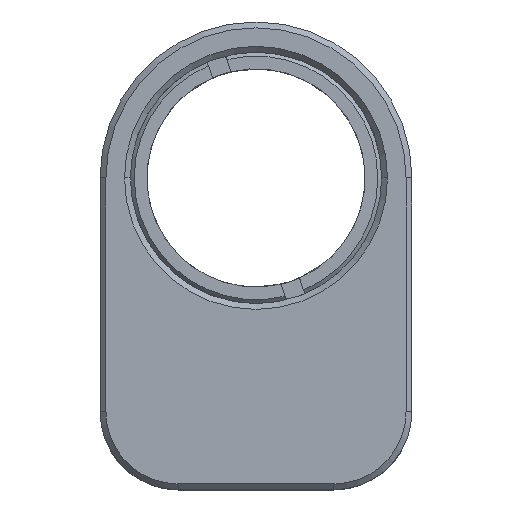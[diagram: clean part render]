
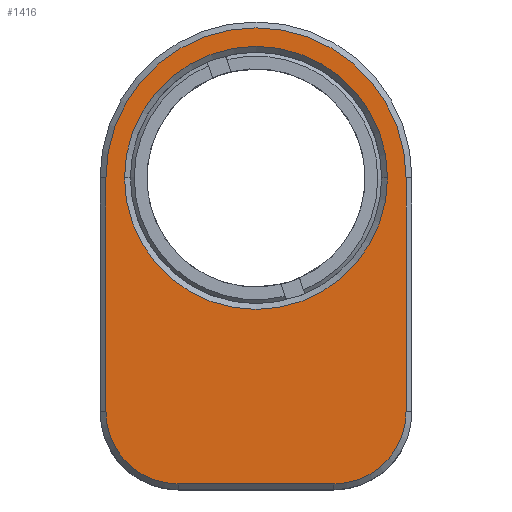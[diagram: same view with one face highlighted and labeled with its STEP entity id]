
A CAD part, top view. The second image highlights one B-rep face of the part: STEP entity #1416.
In plain terms, the highlighted planar face has unit normal (0, 0, 1).
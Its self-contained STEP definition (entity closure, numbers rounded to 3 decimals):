
#64 = VECTOR ( 'NONE', #1331, 1000. ) ;
#68 = AXIS2_PLACEMENT_3D ( 'NONE', #3099, #2803, #1093 ) ;
#83 = ORIENTED_EDGE ( 'NONE', *, *, #178, .T. ) ;
#120 = VERTEX_POINT ( 'NONE', #465 ) ;
#149 = CARTESIAN_POINT ( 'NONE',  ( -2.215, 17.261, 4.5 ) ) ;
#153 = DIRECTION ( 'NONE',  ( 0., 0., 1. ) ) ;
#170 = VECTOR ( 'NONE', #2447, 1000. ) ;
#176 = LINE ( 'NONE', #182, #64 ) ;
#178 = EDGE_CURVE ( 'NONE', #1172, #2643, #1541, .T. ) ;
#182 = CARTESIAN_POINT ( 'NONE',  ( -17.615, 5.261, 4.5 ) ) ;
#231 = DIRECTION ( 'NONE',  ( 0., 0., 1. ) ) ;
#338 = LINE ( 'NONE', #149, #1112 ) ;
#350 = CARTESIAN_POINT ( 'NONE',  ( -9.915, 17.261, 4.5 ) ) ;
#438 = DIRECTION ( 'NONE',  ( 0., 0., 1. ) ) ;
#465 = CARTESIAN_POINT ( 'NONE',  ( -2.215, 5.261, 4.5 ) ) ;
#580 = EDGE_CURVE ( 'NONE', #120, #3733, #338, .T. ) ;
#646 = DIRECTION ( 'NONE',  ( 1., 0., 0. ) ) ;
#655 = EDGE_CURVE ( 'NONE', #2643, #3061, #1616, .T. ) ;
#780 = CIRCLE ( 'NONE', #68, 6.75 ) ;
#854 = EDGE_CURVE ( 'NONE', #3061, #120, #3006, .T. ) ;
#904 = VERTEX_POINT ( 'NONE', #3325 ) ;
#990 = CARTESIAN_POINT ( 'NONE',  ( -5.915, 1.561, 4.5 ) ) ;
#1043 = AXIS2_PLACEMENT_3D ( 'NONE', #350, #2369, #646 ) ;
#1093 = DIRECTION ( 'NONE',  ( 1., 0., 0. ) ) ;
#1112 = VECTOR ( 'NONE', #2655, 1000. ) ;
#1172 = VERTEX_POINT ( 'NONE', #3291 ) ;
#1180 = CARTESIAN_POINT ( 'NONE',  ( -3.165, 17.261, 4.5 ) ) ;
#1205 = ORIENTED_EDGE ( 'NONE', *, *, #2162, .T. ) ;
#1222 = CARTESIAN_POINT ( 'NONE',  ( -9.915, 17.261, 4.5 ) ) ;
#1247 = ORIENTED_EDGE ( 'NONE', *, *, #2408, .T. ) ;
#1268 = DIRECTION ( 'NONE',  ( 1., 0., 0. ) ) ;
#1331 = DIRECTION ( 'NONE',  ( 0., -1., 0. ) ) ;
#1336 = ORIENTED_EDGE ( 'NONE', *, *, #580, .T. ) ;
#1416 = ADVANCED_FACE ( 'NONE', ( #2359, #3124 ), #1567, .T. ) ;
#1497 = CARTESIAN_POINT ( 'NONE',  ( -16.665, 17.261, 4.5 ) ) ;
#1530 = CIRCLE ( 'NONE', #1631, 7.7 ) ;
#1541 = CIRCLE ( 'NONE', #3568, 3.7 ) ;
#1567 = PLANE ( 'NONE',  #2449 ) ;
#1616 = LINE ( 'NONE', #990, #170 ) ;
#1631 = AXIS2_PLACEMENT_3D ( 'NONE', #1968, #231, #2251 ) ;
#1858 = VERTEX_POINT ( 'NONE', #1180 ) ;
#1923 = ORIENTED_EDGE ( 'NONE', *, *, #854, .T. ) ;
#1968 = CARTESIAN_POINT ( 'NONE',  ( -9.915, 17.261, 4.5 ) ) ;
#2073 = DIRECTION ( 'NONE',  ( 0., 0., 1. ) ) ;
#2159 = DIRECTION ( 'NONE',  ( 1., 0., 0. ) ) ;
#2162 = EDGE_CURVE ( 'NONE', #1858, #2233, #780, .T. ) ;
#2233 = VERTEX_POINT ( 'NONE', #1497 ) ;
#2242 = AXIS2_PLACEMENT_3D ( 'NONE', #2727, #153, #3532 ) ;
#2251 = DIRECTION ( 'NONE',  ( 1., 0., 0. ) ) ;
#2359 = FACE_OUTER_BOUND ( 'NONE', #2951, .T. ) ;
#2369 = DIRECTION ( 'NONE',  ( 0., 0., -1. ) ) ;
#2408 = EDGE_CURVE ( 'NONE', #2233, #1858, #3700, .T. ) ;
#2447 = DIRECTION ( 'NONE',  ( 1., 0., 0. ) ) ;
#2449 = AXIS2_PLACEMENT_3D ( 'NONE', #1222, #2073, #1268 ) ;
#2469 = CARTESIAN_POINT ( 'NONE',  ( -13.915, 5.261, 4.5 ) ) ;
#2539 = EDGE_LOOP ( 'NONE', ( #1205, #1247 ) ) ;
#2643 = VERTEX_POINT ( 'NONE', #3516 ) ;
#2655 = DIRECTION ( 'NONE',  ( 0., 1., 0. ) ) ;
#2727 = CARTESIAN_POINT ( 'NONE',  ( -5.915, 5.261, 4.5 ) ) ;
#2752 = ORIENTED_EDGE ( 'NONE', *, *, #3530, .T. ) ;
#2759 = CARTESIAN_POINT ( 'NONE',  ( -5.915, 1.561, 4.5 ) ) ;
#2803 = DIRECTION ( 'NONE',  ( 0., 0., -1. ) ) ;
#2820 = ORIENTED_EDGE ( 'NONE', *, *, #3156, .T. ) ;
#2894 = ORIENTED_EDGE ( 'NONE', *, *, #655, .T. ) ;
#2951 = EDGE_LOOP ( 'NONE', ( #2894, #1923, #1336, #2820, #2752, #83 ) ) ;
#2980 = CARTESIAN_POINT ( 'NONE',  ( -2.215, 17.261, 4.5 ) ) ;
#3006 = CIRCLE ( 'NONE', #2242, 3.7 ) ;
#3061 = VERTEX_POINT ( 'NONE', #2759 ) ;
#3099 = CARTESIAN_POINT ( 'NONE',  ( -9.915, 17.261, 4.5 ) ) ;
#3124 = FACE_BOUND ( 'NONE', #2539, .T. ) ;
#3156 = EDGE_CURVE ( 'NONE', #3733, #904, #1530, .T. ) ;
#3291 = CARTESIAN_POINT ( 'NONE',  ( -17.615, 5.261, 4.5 ) ) ;
#3325 = CARTESIAN_POINT ( 'NONE',  ( -17.615, 17.261, 4.5 ) ) ;
#3516 = CARTESIAN_POINT ( 'NONE',  ( -13.915, 1.561, 4.5 ) ) ;
#3530 = EDGE_CURVE ( 'NONE', #904, #1172, #176, .T. ) ;
#3532 = DIRECTION ( 'NONE',  ( 1., 0., 0. ) ) ;
#3568 = AXIS2_PLACEMENT_3D ( 'NONE', #2469, #438, #2159 ) ;
#3700 = CIRCLE ( 'NONE', #1043, 6.75 ) ;
#3733 = VERTEX_POINT ( 'NONE', #2980 ) ;
